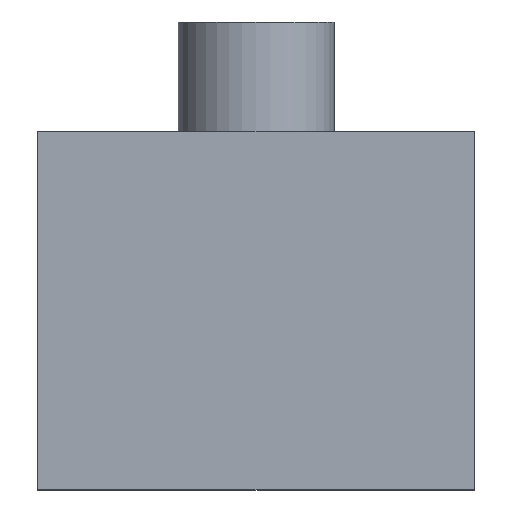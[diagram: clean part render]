
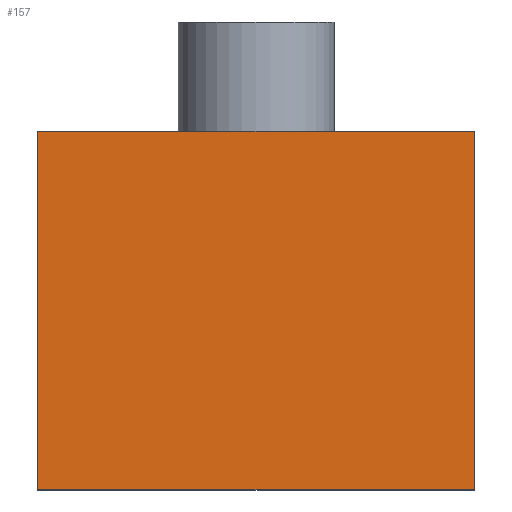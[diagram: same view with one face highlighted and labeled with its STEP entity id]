
A CAD part, left-side view. The second image highlights one B-rep face of the part: STEP entity #157.
In plain terms, the highlighted face is planar.
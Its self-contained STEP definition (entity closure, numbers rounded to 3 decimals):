
#26=PLANE('',#185);
#35=FACE_OUTER_BOUND('',#45,.T.);
#45=EDGE_LOOP('',(#122,#123,#124,#125));
#56=LINE('',#262,#70);
#57=LINE('',#264,#71);
#58=LINE('',#266,#72);
#59=LINE('',#267,#73);
#70=VECTOR('',#214,10.);
#71=VECTOR('',#215,10.);
#72=VECTOR('',#216,10.);
#73=VECTOR('',#217,10.);
#89=VERTEX_POINT('',#260);
#90=VERTEX_POINT('',#261);
#91=VERTEX_POINT('',#263);
#92=VERTEX_POINT('',#265);
#102=EDGE_CURVE('',#89,#90,#56,.T.);
#103=EDGE_CURVE('',#91,#89,#57,.T.);
#104=EDGE_CURVE('',#92,#91,#58,.T.);
#105=EDGE_CURVE('',#90,#92,#59,.T.);
#122=ORIENTED_EDGE('',*,*,#102,.F.);
#123=ORIENTED_EDGE('',*,*,#103,.F.);
#124=ORIENTED_EDGE('',*,*,#104,.F.);
#125=ORIENTED_EDGE('',*,*,#105,.F.);
#157=ADVANCED_FACE('',(#35),#26,.F.);
#185=AXIS2_PLACEMENT_3D('',#259,#212,#213);
#212=DIRECTION('center_axis',(0.,-1.,0.));
#213=DIRECTION('ref_axis',(0.,0.,-1.));
#214=DIRECTION('',(1.,0.,0.));
#215=DIRECTION('',(0.,0.,-1.));
#216=DIRECTION('',(-1.,0.,0.));
#217=DIRECTION('',(0.,0.,1.));
#259=CARTESIAN_POINT('Origin',(40.,161.,53.5));
#260=CARTESIAN_POINT('',(33.,161.,47.5));
#261=CARTESIAN_POINT('',(47.,161.,47.5));
#262=CARTESIAN_POINT('',(37.5,161.,47.5));
#263=CARTESIAN_POINT('',(33.,161.,59.));
#264=CARTESIAN_POINT('',(33.,161.,56.));
#265=CARTESIAN_POINT('',(47.,161.,59.));
#266=CARTESIAN_POINT('',(42.5,161.,59.));
#267=CARTESIAN_POINT('',(47.,161.,51.));
